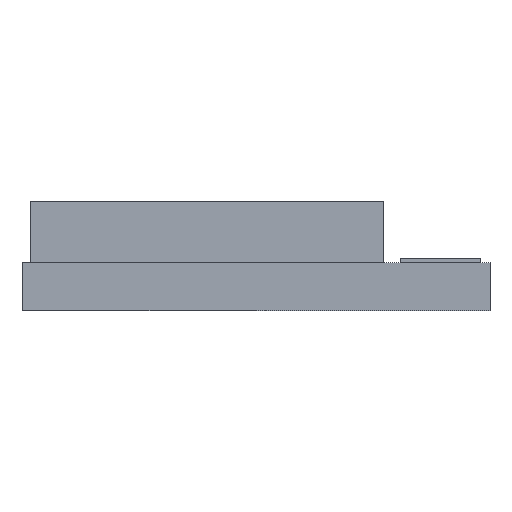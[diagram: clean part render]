
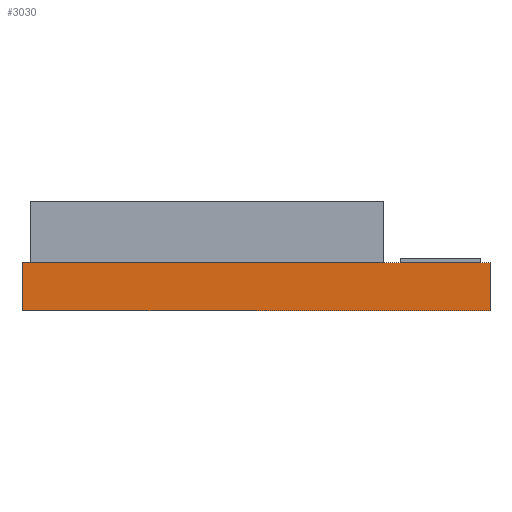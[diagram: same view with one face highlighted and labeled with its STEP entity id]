
A CAD part, front view. The second image highlights one B-rep face of the part: STEP entity #3030.
In plain terms, the highlighted planar face has unit normal (0, -1, 0).
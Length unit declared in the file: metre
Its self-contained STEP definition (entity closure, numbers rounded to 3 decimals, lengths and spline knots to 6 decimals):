
#952=ORIENTED_EDGE('',*,*,#1386,.T.);
#953=ORIENTED_EDGE('',*,*,#1387,.F.);
#954=ORIENTED_EDGE('',*,*,#1388,.F.);
#955=ORIENTED_EDGE('',*,*,#1384,.T.);
#1384=EDGE_CURVE('',#1670,#1669,#1989,.T.);
#1386=EDGE_CURVE('',#1669,#1671,#1991,.T.);
#1387=EDGE_CURVE('',#1672,#1671,#1992,.T.);
#1388=EDGE_CURVE('',#1670,#1672,#1993,.T.);
#1669=VERTEX_POINT('',#5181);
#1670=VERTEX_POINT('',#5183);
#1671=VERTEX_POINT('',#5187);
#1672=VERTEX_POINT('',#5189);
#1989=LINE('',#5182,#2298);
#1991=LINE('',#5186,#2300);
#1992=LINE('',#5188,#2301);
#1993=LINE('',#5190,#2302);
#2298=VECTOR('',#3908,1.);
#2300=VECTOR('',#3912,1.);
#2301=VECTOR('',#3913,1.);
#2302=VECTOR('',#3914,1.);
#2496=EDGE_LOOP('',(#952,#953,#954,#955));
#2719=FACE_BOUND('',#2496,.T.);
#2867=PLANE('',#3289);
#3030=ADVANCED_FACE('',(#2719),#2867,.F.);
#3289=AXIS2_PLACEMENT_3D('',#5185,#3910,#3911);
#3908=DIRECTION('',(0.,0.,-1.));
#3910=DIRECTION('',(0.,1.,0.));
#3911=DIRECTION('',(0.,0.,1.));
#3912=DIRECTION('',(1.,0.,0.));
#3913=DIRECTION('',(0.,0.,-1.));
#3914=DIRECTION('',(1.,0.,0.));
#5181=CARTESIAN_POINT('',(0.,-0.01765,0.));
#5182=CARTESIAN_POINT('',(0.,-0.01765,0.0012));
#5183=CARTESIAN_POINT('',(0.,-0.01765,0.0012));
#5185=CARTESIAN_POINT('',(0.00583,-0.01765,0.0012));
#5186=CARTESIAN_POINT('',(0.00583,-0.01765,0.));
#5187=CARTESIAN_POINT('',(0.01166,-0.01765,0.));
#5188=CARTESIAN_POINT('',(0.01166,-0.01765,0.0012));
#5189=CARTESIAN_POINT('',(0.01166,-0.01765,0.0012));
#5190=CARTESIAN_POINT('',(0.00583,-0.01765,0.0012));
